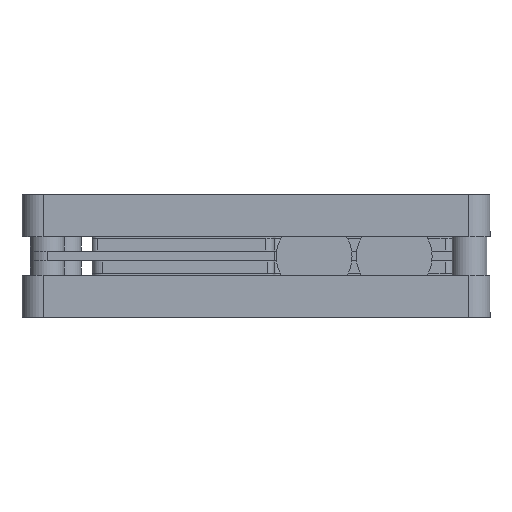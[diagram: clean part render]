
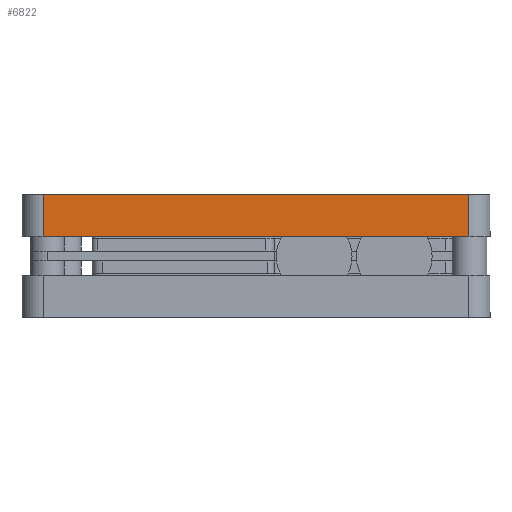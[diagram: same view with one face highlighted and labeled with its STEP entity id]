
A CAD part, left-side view. The second image highlights one B-rep face of the part: STEP entity #6822.
In plain terms, the highlighted planar face has unit normal (-1, 0, 0).
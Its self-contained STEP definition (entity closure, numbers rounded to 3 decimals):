
#344=PLANE('',#7687);
#625=FACE_OUTER_BOUND('',#1045,.T.);
#1045=EDGE_LOOP('',(#5765,#5766,#5767,#5768));
#1437=LINE('',#11213,#1991);
#1494=LINE('',#11417,#2048);
#1558=LINE('',#11565,#2112);
#1560=LINE('',#11568,#2114);
#1991=VECTOR('',#9062,10.);
#2048=VECTOR('',#9231,10.);
#2112=VECTOR('',#9423,10.);
#2114=VECTOR('',#9427,10.);
#3104=VERTEX_POINT('',#11210);
#3105=VERTEX_POINT('',#11212);
#3195=VERTEX_POINT('',#11414);
#3196=VERTEX_POINT('',#11416);
#3928=EDGE_CURVE('',#3104,#3105,#1437,.T.);
#4031=EDGE_CURVE('',#3195,#3196,#1494,.T.);
#4106=EDGE_CURVE('',#3105,#3195,#1558,.T.);
#4108=EDGE_CURVE('',#3196,#3104,#1560,.T.);
#5765=ORIENTED_EDGE('',*,*,#4106,.F.);
#5766=ORIENTED_EDGE('',*,*,#3928,.F.);
#5767=ORIENTED_EDGE('',*,*,#4108,.F.);
#5768=ORIENTED_EDGE('',*,*,#4031,.F.);
#6822=ADVANCED_FACE('',(#625),#344,.T.);
#7687=AXIS2_PLACEMENT_3D('',#11567,#9425,#9426);
#9062=DIRECTION('',(0.,-1.,0.));
#9231=DIRECTION('',(0.,1.,0.));
#9423=DIRECTION('',(0.,0.,-1.));
#9425=DIRECTION('center_axis',(-1.,0.,0.));
#9426=DIRECTION('ref_axis',(0.,-1.,0.));
#9427=DIRECTION('',(0.,0.,1.));
#11210=CARTESIAN_POINT('',(98.,297.,14.5));
#11212=CARTESIAN_POINT('',(98.,196.,14.5));
#11213=CARTESIAN_POINT('',(98.,271.75,14.5));
#11414=CARTESIAN_POINT('',(98.,196.,4.5));
#11416=CARTESIAN_POINT('',(98.,297.,4.5));
#11417=CARTESIAN_POINT('',(98.,196.,4.5));
#11565=CARTESIAN_POINT('',(98.,196.,4.5));
#11567=CARTESIAN_POINT('Origin',(98.,297.,4.5));
#11568=CARTESIAN_POINT('',(98.,297.,4.5));
